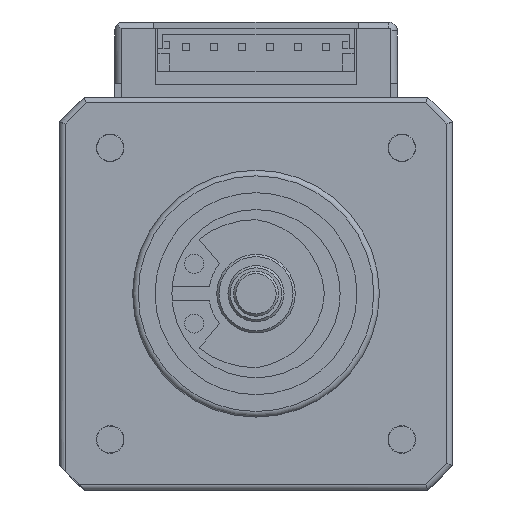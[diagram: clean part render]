
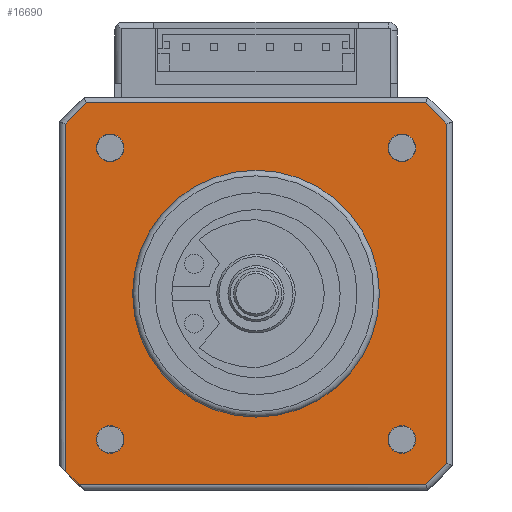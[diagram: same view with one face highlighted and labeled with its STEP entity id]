
A CAD part, front view. The second image highlights one B-rep face of the part: STEP entity #16690.
In plain terms, the highlighted planar face has unit normal (0, -1, 0).
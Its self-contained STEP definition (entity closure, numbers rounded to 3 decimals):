
#16162=CARTESIAN_POINT('',(14.23,0.0,13.));
#16163=VERTEX_POINT('',#16162);
#16164=CARTESIAN_POINT('',(13.0,0.0,13.));
#16165=DIRECTION('',(0.0,1.0,0.0));
#16166=DIRECTION('',(1.0,0.0,0.0));
#16167=AXIS2_PLACEMENT_3D('',#16164,#16165,#16166);
#16168=CIRCLE('',#16167,1.23);
#16169=EDGE_CURVE('',#16163,#16163,#16168,.T.);
#16182=CARTESIAN_POINT('',(-11.77,0.0,-13.));
#16183=VERTEX_POINT('',#16182);
#16184=CARTESIAN_POINT('',(-13.0,0.0,-13.));
#16185=DIRECTION('',(0.0,1.0,0.0));
#16186=DIRECTION('',(1.0,0.0,0.0));
#16187=AXIS2_PLACEMENT_3D('',#16184,#16185,#16186);
#16188=CIRCLE('',#16187,1.23);
#16189=EDGE_CURVE('',#16183,#16183,#16188,.T.);
#16202=CARTESIAN_POINT('',(-11.77,0.0,13.));
#16203=VERTEX_POINT('',#16202);
#16204=CARTESIAN_POINT('',(-13.0,0.0,13.));
#16205=DIRECTION('',(0.0,1.0,0.0));
#16206=DIRECTION('',(1.0,0.0,0.0));
#16207=AXIS2_PLACEMENT_3D('',#16204,#16205,#16206);
#16208=CIRCLE('',#16207,1.23);
#16209=EDGE_CURVE('',#16203,#16203,#16208,.T.);
#16222=CARTESIAN_POINT('',(14.23,0.0,-13.0));
#16223=VERTEX_POINT('',#16222);
#16224=CARTESIAN_POINT('',(13.,0.0,-13.0));
#16225=DIRECTION('',(0.0,1.0,0.0));
#16226=DIRECTION('',(1.0,0.0,0.0));
#16227=AXIS2_PLACEMENT_3D('',#16224,#16225,#16226);
#16228=CIRCLE('',#16227,1.23);
#16229=EDGE_CURVE('',#16223,#16223,#16228,.T.);
#16347=CARTESIAN_POINT('',(11.0,0.0,0.));
#16348=VERTEX_POINT('',#16347);
#16349=CARTESIAN_POINT('',(0.0,0.0,0.0));
#16350=DIRECTION('',(0.0,1.0,0.0));
#16351=DIRECTION('',(-1.0,0.0,0.0));
#16352=AXIS2_PLACEMENT_3D('',#16349,#16350,#16351);
#16353=CIRCLE('',#16352,11.0);
#16354=EDGE_CURVE('',#16348,#16348,#16353,.T.);
#16380=CARTESIAN_POINT('',(-17.,0.0,-15.861));
#16381=VERTEX_POINT('',#16380);
#16397=CARTESIAN_POINT('',(-17.0,0.0,15.118));
#16398=VERTEX_POINT('',#16397);
#16399=CARTESIAN_POINT('',(-17.,0.0,-15.861));
#16400=DIRECTION('',(0.0,0.0,1.0));
#16401=VECTOR('',#16400,30.979);
#16402=LINE('',#16399,#16401);
#16403=EDGE_CURVE('',#16381,#16398,#16402,.T.);
#16430=CARTESIAN_POINT('',(-15.118,0.0,17.));
#16431=VERTEX_POINT('',#16430);
#16432=CARTESIAN_POINT('',(15.118,0.0,17.));
#16433=VERTEX_POINT('',#16432);
#16434=CARTESIAN_POINT('',(-15.118,0.0,17.));
#16435=DIRECTION('',(1.0,0.0,0.0));
#16436=VECTOR('',#16435,30.237);
#16437=LINE('',#16434,#16436);
#16438=EDGE_CURVE('',#16431,#16433,#16437,.T.);
#16483=CARTESIAN_POINT('',(17.,0.0,15.118));
#16484=VERTEX_POINT('',#16483);
#16485=CARTESIAN_POINT('',(0.0,0.0,0.0));
#16486=DIRECTION('',(0.0,1.0,0.0));
#16487=DIRECTION('',(0.707,0.0,0.707));
#16488=AXIS2_PLACEMENT_3D('',#16485,#16486,#16487);
#16489=CIRCLE('',#16488,22.75);
#16490=EDGE_CURVE('',#16433,#16484,#16489,.T.);
#16525=CARTESIAN_POINT('',(17.0,0.0,-15.118));
#16526=VERTEX_POINT('',#16525);
#16527=CARTESIAN_POINT('',(17.,0.0,15.118));
#16528=DIRECTION('',(0.0,0.0,-1.0));
#16529=VECTOR('',#16528,30.237);
#16530=LINE('',#16527,#16529);
#16531=EDGE_CURVE('',#16484,#16526,#16530,.T.);
#16560=CARTESIAN_POINT('',(15.118,0.0,-17.));
#16561=VERTEX_POINT('',#16560);
#16562=CARTESIAN_POINT('',(0.0,0.0,0.0));
#16563=DIRECTION('',(0.0,1.0,0.0));
#16564=DIRECTION('',(0.707,0.0,-0.707));
#16565=AXIS2_PLACEMENT_3D('',#16562,#16563,#16564);
#16566=CIRCLE('',#16565,22.75);
#16567=EDGE_CURVE('',#16526,#16561,#16566,.T.);
#16602=CARTESIAN_POINT('',(-15.861,0.0,-17.));
#16603=VERTEX_POINT('',#16602);
#16604=CARTESIAN_POINT('',(15.118,0.0,-17.));
#16605=DIRECTION('',(-1.0,0.0,0.0));
#16606=VECTOR('',#16605,30.979);
#16607=LINE('',#16604,#16606);
#16608=EDGE_CURVE('',#16561,#16603,#16607,.T.);
#16635=CARTESIAN_POINT('',(0.0,0.0,0.0));
#16636=DIRECTION('',(0.0,1.0,0.0));
#16637=DIRECTION('',(-0.707,0.0,0.707));
#16638=AXIS2_PLACEMENT_3D('',#16635,#16636,#16637);
#16639=CIRCLE('',#16638,22.75);
#16640=EDGE_CURVE('',#16398,#16431,#16639,.T.);
#16654=CARTESIAN_POINT('',(0.,0.0,0.));
#16655=DIRECTION('',(0.0,1.0,0.0));
#16656=DIRECTION('',(0.0,0.0,1.0));
#16657=AXIS2_PLACEMENT_3D('',#16654,#16655,#16656);
#16658=PLANE('',#16657);
#16659=ORIENTED_EDGE('',*,*,#16608,.F.);
#16660=ORIENTED_EDGE('',*,*,#16567,.F.);
#16661=ORIENTED_EDGE('',*,*,#16531,.F.);
#16662=ORIENTED_EDGE('',*,*,#16490,.F.);
#16663=ORIENTED_EDGE('',*,*,#16438,.F.);
#16664=ORIENTED_EDGE('',*,*,#16640,.F.);
#16665=ORIENTED_EDGE('',*,*,#16403,.F.);
#16666=CARTESIAN_POINT('',(0.0,0.0,0.0));
#16667=DIRECTION('',(0.0,1.0,0.0));
#16668=DIRECTION('',(-0.658,0.0,-0.753));
#16669=AXIS2_PLACEMENT_3D('',#16666,#16667,#16668);
#16670=CIRCLE('',#16669,23.25);
#16671=EDGE_CURVE('',#16603,#16381,#16670,.T.);
#16672=ORIENTED_EDGE('',*,*,#16671,.F.);
#16673=EDGE_LOOP('',(#16659,#16660,#16661,#16662,#16663,#16664,#16665,#16672));
#16674=FACE_OUTER_BOUND('',#16673,.T.);
#16675=ORIENTED_EDGE('',*,*,#16354,.T.);
#16676=EDGE_LOOP('',(#16675));
#16677=FACE_BOUND('',#16676,.T.);
#16678=ORIENTED_EDGE('',*,*,#16169,.T.);
#16679=EDGE_LOOP('',(#16678));
#16680=FACE_BOUND('',#16679,.T.);
#16681=ORIENTED_EDGE('',*,*,#16189,.T.);
#16682=EDGE_LOOP('',(#16681));
#16683=FACE_BOUND('',#16682,.T.);
#16684=ORIENTED_EDGE('',*,*,#16209,.T.);
#16685=EDGE_LOOP('',(#16684));
#16686=FACE_BOUND('',#16685,.T.);
#16687=ORIENTED_EDGE('',*,*,#16229,.T.);
#16688=EDGE_LOOP('',(#16687));
#16689=FACE_BOUND('',#16688,.T.);
#16690=ADVANCED_FACE('',(#16674,#16677,#16680,#16683,#16686,#16689),#16658,.F.);
